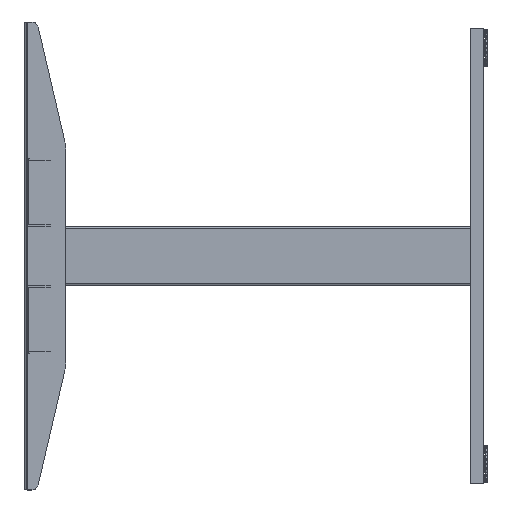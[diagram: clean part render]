
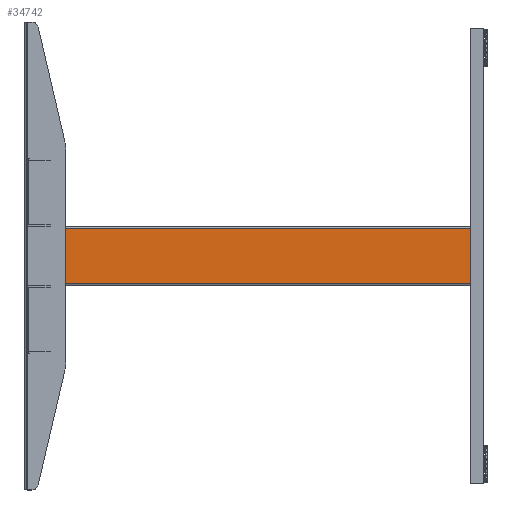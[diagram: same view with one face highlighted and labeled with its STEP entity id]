
A CAD part, left-side view. The second image highlights one B-rep face of the part: STEP entity #34742.
In plain terms, the highlighted planar face has unit normal (-1, 0, 0).
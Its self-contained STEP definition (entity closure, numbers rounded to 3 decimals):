
#1262 = EDGE_CURVE ( 'NONE', #22466, #28177, #14686, .T. ) ;
#1830 = PLANE ( 'NONE',  #42633 ) ;
#4504 = DIRECTION ( 'NONE',  ( 0., 1., 0. ) ) ;
#4945 = VERTEX_POINT ( 'NONE', #22286 ) ;
#5134 = EDGE_CURVE ( 'NONE', #22466, #44572, #11479, .T. ) ;
#6858 = VECTOR ( 'NONE', #30614, 1000. ) ;
#7853 = ORIENTED_EDGE ( 'NONE', *, *, #40686, .F. ) ;
#8742 = CARTESIAN_POINT ( 'NONE',  ( -1041., 664., 42.5 ) ) ;
#11019 = LINE ( 'NONE', #26785, #6858 ) ;
#11479 = LINE ( 'NONE', #50934, #20407 ) ;
#14686 = LINE ( 'NONE', #35658, #18811 ) ;
#17252 = ORIENTED_EDGE ( 'NONE', *, *, #1262, .T. ) ;
#18811 = VECTOR ( 'NONE', #4504, 1000. ) ;
#19171 = CARTESIAN_POINT ( 'NONE',  ( -1041., 27., -42.5 ) ) ;
#20407 = VECTOR ( 'NONE', #24559, 1000. ) ;
#22286 = CARTESIAN_POINT ( 'NONE',  ( -1041., 664., -42.5 ) ) ;
#22466 = VERTEX_POINT ( 'NONE', #24081 ) ;
#23956 = EDGE_CURVE ( 'NONE', #28177, #4945, #11019, .T. ) ;
#24081 = CARTESIAN_POINT ( 'NONE',  ( -1041., 27., 42.5 ) ) ;
#24559 = DIRECTION ( 'NONE',  ( 0., 0., -1. ) ) ;
#24621 = CARTESIAN_POINT ( 'NONE',  ( -1041., 27., -42.5 ) ) ;
#24994 = DIRECTION ( 'NONE',  ( 0., 1., 0. ) ) ;
#26369 = FACE_OUTER_BOUND ( 'NONE', #27083, .T. ) ;
#26785 = CARTESIAN_POINT ( 'NONE',  ( -1041., 664., -42.5 ) ) ;
#27083 = EDGE_LOOP ( 'NONE', ( #38168, #7853, #34250, #17252 ) ) ;
#28177 = VERTEX_POINT ( 'NONE', #8742 ) ;
#29026 = VECTOR ( 'NONE', #24994, 1000. ) ;
#30614 = DIRECTION ( 'NONE',  ( 0., 0., -1. ) ) ;
#31879 = DIRECTION ( 'NONE',  ( 0., 0., -1. ) ) ;
#34250 = ORIENTED_EDGE ( 'NONE', *, *, #5134, .F. ) ;
#34742 = ADVANCED_FACE ( 'NONE', ( #26369 ), #1830, .F. ) ;
#35658 = CARTESIAN_POINT ( 'NONE',  ( -1041., 27., 42.5 ) ) ;
#38168 = ORIENTED_EDGE ( 'NONE', *, *, #23956, .T. ) ;
#40686 = EDGE_CURVE ( 'NONE', #44572, #4945, #56592, .T. ) ;
#42633 = AXIS2_PLACEMENT_3D ( 'NONE', #19171, #49756, #31879 ) ;
#44572 = VERTEX_POINT ( 'NONE', #56583 ) ;
#49756 = DIRECTION ( 'NONE',  ( 1., 0., 0. ) ) ;
#50934 = CARTESIAN_POINT ( 'NONE',  ( -1041., 27., -42.5 ) ) ;
#56583 = CARTESIAN_POINT ( 'NONE',  ( -1041., 27., -42.5 ) ) ;
#56592 = LINE ( 'NONE', #24621, #29026 ) ;
